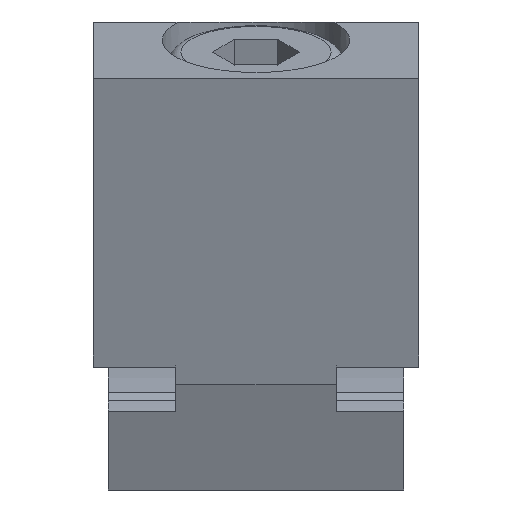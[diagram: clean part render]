
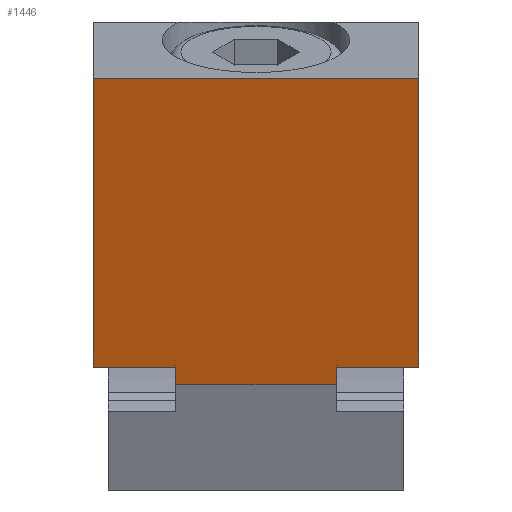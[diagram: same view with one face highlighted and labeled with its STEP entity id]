
A CAD part, left-side view. The second image highlights one B-rep face of the part: STEP entity #1446.
In plain terms, the highlighted planar face has unit normal (-0.94, 0, -0.342).
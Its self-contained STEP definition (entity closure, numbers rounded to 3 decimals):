
#33=PLANE('',#1570);
#269=ORIENTED_EDGE('',*,*,#643,.F.);
#270=ORIENTED_EDGE('',*,*,#644,.T.);
#271=ORIENTED_EDGE('',*,*,#645,.T.);
#272=ORIENTED_EDGE('',*,*,#642,.T.);
#273=ORIENTED_EDGE('',*,*,#646,.T.);
#274=ORIENTED_EDGE('',*,*,#647,.T.);
#275=ORIENTED_EDGE('',*,*,#648,.T.);
#276=ORIENTED_EDGE('',*,*,#649,.F.);
#642=EDGE_CURVE('',#828,#830,#947,.T.);
#643=EDGE_CURVE('',#831,#832,#948,.T.);
#644=EDGE_CURVE('',#831,#833,#949,.F.);
#645=EDGE_CURVE('',#833,#828,#950,.T.);
#646=EDGE_CURVE('',#830,#834,#951,.T.);
#647=EDGE_CURVE('',#834,#835,#952,.F.);
#648=EDGE_CURVE('',#835,#836,#953,.T.);
#649=EDGE_CURVE('',#832,#836,#954,.T.);
#828=VERTEX_POINT('',#2370);
#830=VERTEX_POINT('',#2374);
#831=VERTEX_POINT('',#2378);
#832=VERTEX_POINT('',#2379);
#833=VERTEX_POINT('',#2381);
#834=VERTEX_POINT('',#2384);
#835=VERTEX_POINT('',#2386);
#836=VERTEX_POINT('',#2388);
#947=LINE('',#2375,#1081);
#948=LINE('',#2377,#1082);
#949=LINE('',#2380,#1083);
#950=LINE('',#2382,#1084);
#951=LINE('',#2383,#1085);
#952=LINE('',#2385,#1086);
#953=LINE('',#2387,#1087);
#954=LINE('',#2389,#1088);
#1081=VECTOR('',#1805,1000.);
#1082=VECTOR('',#1808,1000.);
#1083=VECTOR('',#1809,1000.);
#1084=VECTOR('',#1810,1000.);
#1085=VECTOR('',#1811,1000.);
#1086=VECTOR('',#1812,1000.);
#1087=VECTOR('',#1813,1000.);
#1088=VECTOR('',#1814,1000.);
#1207=EDGE_LOOP('',(#269,#270,#271,#272,#273,#274,#275,#276));
#1315=FACE_BOUND('',#1207,.T.);
#1446=ADVANCED_FACE('',(#1315),#33,.F.);
#1570=AXIS2_PLACEMENT_3D('',#2376,#1806,#1807);
#1805=DIRECTION('',(0.,-1.,0.));
#1806=DIRECTION('',(0.94,0.,0.342));
#1807=DIRECTION('',(0.342,0.,-0.94));
#1808=DIRECTION('',(-0.342,0.,0.94));
#1809=DIRECTION('',(0.,1.,0.));
#1810=DIRECTION('',(0.342,0.,-0.94));
#1811=DIRECTION('',(-0.342,0.,0.94));
#1812=DIRECTION('',(0.,1.,0.));
#1813=DIRECTION('',(-0.342,0.,0.94));
#1814=DIRECTION('',(0.,-1.,0.));
#2370=CARTESIAN_POINT('',(-11.75,3.2,-14.501));
#2374=CARTESIAN_POINT('',(-11.75,-3.2,-14.501));
#2375=CARTESIAN_POINT('',(-11.75,6.5,-14.501));
#2376=CARTESIAN_POINT('',(-11.75,6.5,-14.501));
#2377=CARTESIAN_POINT('',(-11.75,6.5,-14.501));
#2378=CARTESIAN_POINT('',(-12.009,6.5,-13.789));
#2379=CARTESIAN_POINT('',(-16.206,6.5,-2.259));
#2380=CARTESIAN_POINT('',(-12.009,50.,-13.789));
#2381=CARTESIAN_POINT('',(-12.009,3.2,-13.789));
#2382=CARTESIAN_POINT('',(-11.75,3.2,-14.501));
#2383=CARTESIAN_POINT('',(-11.75,-3.2,-14.501));
#2384=CARTESIAN_POINT('',(-12.009,-3.2,-13.789));
#2385=CARTESIAN_POINT('',(-12.009,50.,-13.789));
#2386=CARTESIAN_POINT('',(-12.009,-6.5,-13.789));
#2387=CARTESIAN_POINT('',(-11.75,-6.5,-14.501));
#2388=CARTESIAN_POINT('',(-16.206,-6.5,-2.259));
#2389=CARTESIAN_POINT('',(-16.206,6.5,-2.259));
